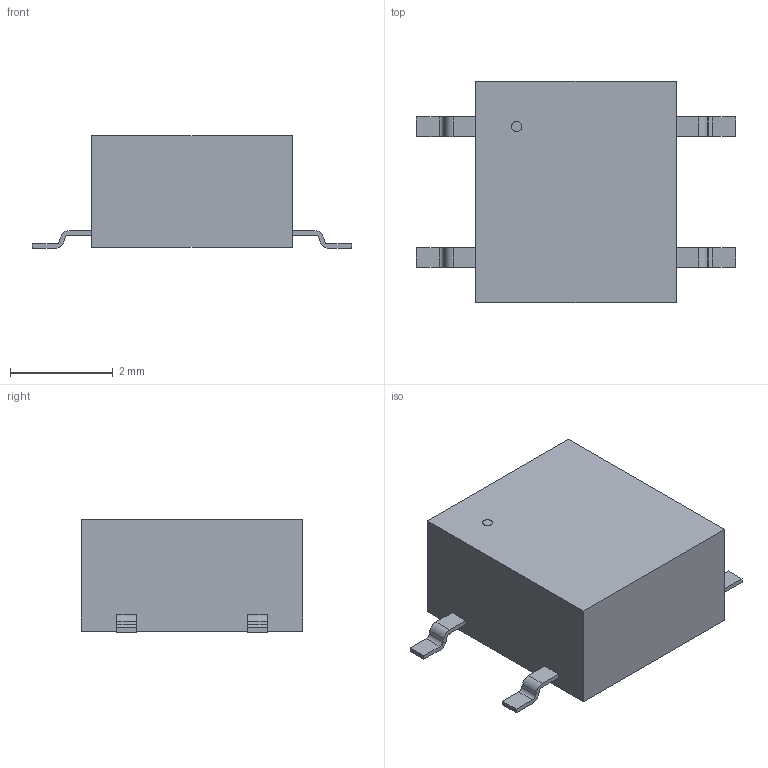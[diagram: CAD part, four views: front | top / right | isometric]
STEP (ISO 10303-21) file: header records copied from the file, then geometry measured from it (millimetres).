
FILE_DESCRIPTION(('STEP AP214'),'1');
FILE_NAME('CPC1125N_IXY','2021-09-22T15:16:56',(''),(''),'','','');
FILE_SCHEMA(('AUTOMOTIVE_DESIGN'));
Length unit declared in the file: millimetre
Products named in the file (1): product
Bounding box: 6.2 x 4.29 x 2.19 mm (x, y, z)
Volume: 36.2 mm3; surface area: 73.8 mm2
Topology: 6 solids, 6 shells, 65 faces, 159 edges, 106 vertices
Faces by surface type: plane 48, cylinder 17
Full cylindrical faces by diameter (mm): 0.194 x1
Entity records: 1872 total; most frequent: DIRECTION 326, ORIENTED_EDGE 316, CARTESIAN_POINT 191, EDGE_CURVE 158, LINE 124, VECTOR 124, VERTEX_POINT 106, AXIS2_PLACEMENT_3D 101
